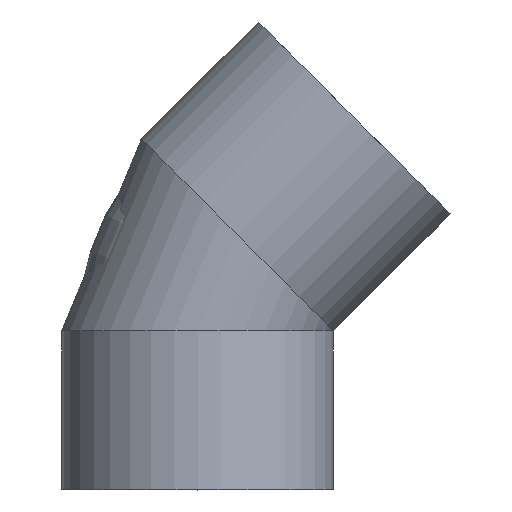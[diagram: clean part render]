
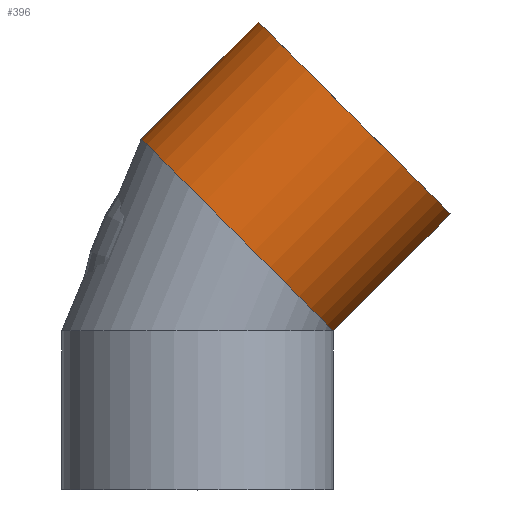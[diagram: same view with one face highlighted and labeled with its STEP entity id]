
A CAD part, top view. The second image highlights one B-rep face of the part: STEP entity #396.
In plain terms, the highlighted cylindrical face has radius 200 mm (diameter 400 mm), a partial arc.
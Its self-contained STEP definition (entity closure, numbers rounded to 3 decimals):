
#7 = EDGE_CURVE ( 'NONE', #176, #219, #136, .T. ) ;
#8 = DIRECTION ( 'NONE',  ( 0.707, 0.707, 0. ) ) ;
#9 = CARTESIAN_POINT ( 'NONE',  ( -82.843, 517., 0. ) ) ;
#10 = LINE ( 'NONE', #9, #215 ) ;
#12 = VECTOR ( 'NONE', #71, 1000. ) ;
#13 = AXIS2_PLACEMENT_3D ( 'NONE', #141, #140, #138 ) ;
#23 = CIRCLE ( 'NONE', #13, 200. ) ;
#48 = CARTESIAN_POINT ( 'NONE',  ( -82.843, 517., 0. ) ) ;
#51 = CARTESIAN_POINT ( 'NONE',  ( 200., 234.157, 0. ) ) ;
#54 = DIRECTION ( 'NONE',  ( -0.707, 0.707, 0. ) ) ;
#71 = DIRECTION ( 'NONE',  ( 0.707, 0.707, 0. ) ) ;
#73 = CARTESIAN_POINT ( 'NONE',  ( 200., 234.157, 0. ) ) ;
#74 = LINE ( 'NONE', #73, #12 ) ;
#122 = CARTESIAN_POINT ( 'NONE',  ( 372.421, 406.579, 0. ) ) ;
#133 = AXIS2_PLACEMENT_3D ( 'NONE', #211, #208, #205 ) ;
#136 = CIRCLE ( 'NONE', #133, 200. ) ;
#138 = DIRECTION ( 'NONE',  ( 0., 0., 1. ) ) ;
#140 = DIRECTION ( 'NONE',  ( 0.707, 0.707, 0. ) ) ;
#141 = CARTESIAN_POINT ( 'NONE',  ( 58.579, 375.579, 0. ) ) ;
#142 = CYLINDRICAL_SURFACE ( 'NONE', #160, 200. ) ;
#147 = FACE_OUTER_BOUND ( 'NONE', #317, .T. ) ;
#150 = CARTESIAN_POINT ( 'NONE',  ( 89.579, 689.421, 0. ) ) ;
#160 = AXIS2_PLACEMENT_3D ( 'NONE', #274, #381, #54 ) ;
#176 = VERTEX_POINT ( 'NONE', #150 ) ;
#205 = DIRECTION ( 'NONE',  ( 0., 0., 1. ) ) ;
#207 = EDGE_CURVE ( 'NONE', #341, #330, #23, .T. ) ;
#208 = DIRECTION ( 'NONE',  ( 0.707, 0.707, 0. ) ) ;
#211 = CARTESIAN_POINT ( 'NONE',  ( 231., 548., 0. ) ) ;
#215 = VECTOR ( 'NONE', #8, 1000. ) ;
#219 = VERTEX_POINT ( 'NONE', #122 ) ;
#250 = ORIENTED_EDGE ( 'NONE', *, *, #207, .T. ) ;
#253 = ORIENTED_EDGE ( 'NONE', *, *, #297, .T. ) ;
#256 = ORIENTED_EDGE ( 'NONE', *, *, #7, .F. ) ;
#260 = ORIENTED_EDGE ( 'NONE', *, *, #360, .F. ) ;
#274 = CARTESIAN_POINT ( 'NONE',  ( 58.579, 375.579, 0. ) ) ;
#297 = EDGE_CURVE ( 'NONE', #330, #219, #74, .T. ) ;
#317 = EDGE_LOOP ( 'NONE', ( #250, #253, #256, #260 ) ) ;
#330 = VERTEX_POINT ( 'NONE', #51 ) ;
#341 = VERTEX_POINT ( 'NONE', #48 ) ;
#360 = EDGE_CURVE ( 'NONE', #341, #176, #10, .T. ) ;
#381 = DIRECTION ( 'NONE',  ( 0.707, 0.707, 0. ) ) ;
#396 = ADVANCED_FACE ( 'NONE', ( #147 ), #142, .T. ) ;
